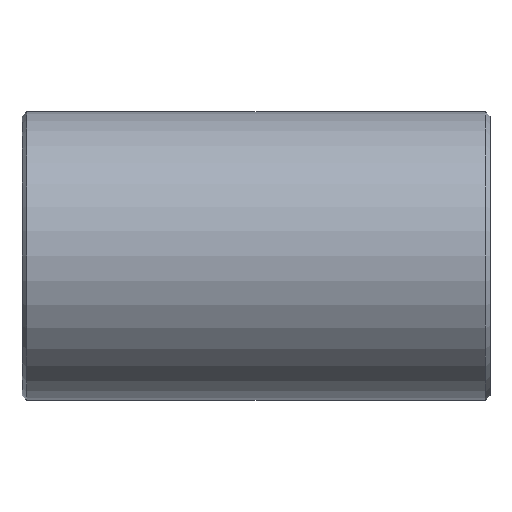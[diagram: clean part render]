
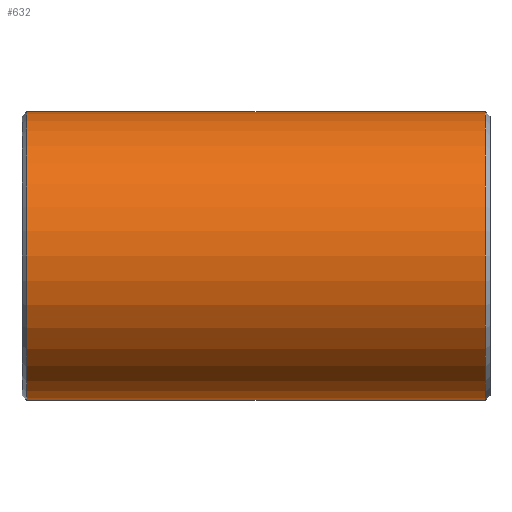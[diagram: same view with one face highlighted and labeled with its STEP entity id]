
A CAD part, front view. The second image highlights one B-rep face of the part: STEP entity #632.
In plain terms, the highlighted cylindrical face has radius 109.537 mm (diameter 219.075 mm), a partial arc.
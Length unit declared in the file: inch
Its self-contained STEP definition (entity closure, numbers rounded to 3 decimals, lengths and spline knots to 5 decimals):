
#8 = VERTEX_POINT ( 'NONE', #781 ) ;
#25 = DIRECTION ( 'NONE',  ( 0., 0., 1. ) ) ;
#41 = DIRECTION ( 'NONE',  ( 1., 0., 0. ) ) ;
#43 = CARTESIAN_POINT ( 'NONE',  ( 7., 0., 4.3125 ) ) ;
#79 = DIRECTION ( 'NONE',  ( -1., 0., 0. ) ) ;
#84 = EDGE_CURVE ( 'NONE', #642, #696, #195, .T. ) ;
#101 = CARTESIAN_POINT ( 'NONE',  ( 6.86467, 0., -4.3125 ) ) ;
#129 = CIRCLE ( 'NONE', #593, 4.3125 ) ;
#195 = CIRCLE ( 'NONE', #227, 4.3125 ) ;
#208 = CARTESIAN_POINT ( 'NONE',  ( -6.86467, 0., -4.3125 ) ) ;
#227 = AXIS2_PLACEMENT_3D ( 'NONE', #422, #41, #25 ) ;
#289 = CARTESIAN_POINT ( 'NONE',  ( 7., 0., -4.3125 ) ) ;
#319 = DIRECTION ( 'NONE',  ( -1., 0., 0. ) ) ;
#324 = ORIENTED_EDGE ( 'NONE', *, *, #552, .T. ) ;
#343 = EDGE_LOOP ( 'NONE', ( #806, #571, #324, #699 ) ) ;
#376 = DIRECTION ( 'NONE',  ( 0., 0., -1. ) ) ;
#395 = EDGE_CURVE ( 'NONE', #517, #8, #129, .T. ) ;
#405 = FACE_OUTER_BOUND ( 'NONE', #343, .T. ) ;
#422 = CARTESIAN_POINT ( 'NONE',  ( -6.86467, 0., 0. ) ) ;
#458 = AXIS2_PLACEMENT_3D ( 'NONE', #578, #79, #760 ) ;
#460 = CARTESIAN_POINT ( 'NONE',  ( -6.86467, 0., 4.3125 ) ) ;
#478 = LINE ( 'NONE', #289, #692 ) ;
#517 = VERTEX_POINT ( 'NONE', #101 ) ;
#524 = VECTOR ( 'NONE', #659, 39.37008 ) ;
#539 = DIRECTION ( 'NONE',  ( -1., 0., 0. ) ) ;
#552 = EDGE_CURVE ( 'NONE', #8, #642, #605, .T. ) ;
#571 = ORIENTED_EDGE ( 'NONE', *, *, #395, .T. ) ;
#578 = CARTESIAN_POINT ( 'NONE',  ( 7., 0., 0. ) ) ;
#589 = EDGE_CURVE ( 'NONE', #517, #696, #478, .T. ) ;
#593 = AXIS2_PLACEMENT_3D ( 'NONE', #685, #319, #376 ) ;
#605 = LINE ( 'NONE', #43, #524 ) ;
#632 = ADVANCED_FACE ( 'NONE', ( #405 ), #767, .T. ) ;
#642 = VERTEX_POINT ( 'NONE', #460 ) ;
#659 = DIRECTION ( 'NONE',  ( -1., 0., 0. ) ) ;
#685 = CARTESIAN_POINT ( 'NONE',  ( 6.86467, 0., 0. ) ) ;
#692 = VECTOR ( 'NONE', #539, 39.37008 ) ;
#696 = VERTEX_POINT ( 'NONE', #208 ) ;
#699 = ORIENTED_EDGE ( 'NONE', *, *, #84, .T. ) ;
#760 = DIRECTION ( 'NONE',  ( 0., 0., 1. ) ) ;
#767 = CYLINDRICAL_SURFACE ( 'NONE', #458, 4.3125 ) ;
#781 = CARTESIAN_POINT ( 'NONE',  ( 6.86467, 0., 4.3125 ) ) ;
#806 = ORIENTED_EDGE ( 'NONE', *, *, #589, .F. ) ;
